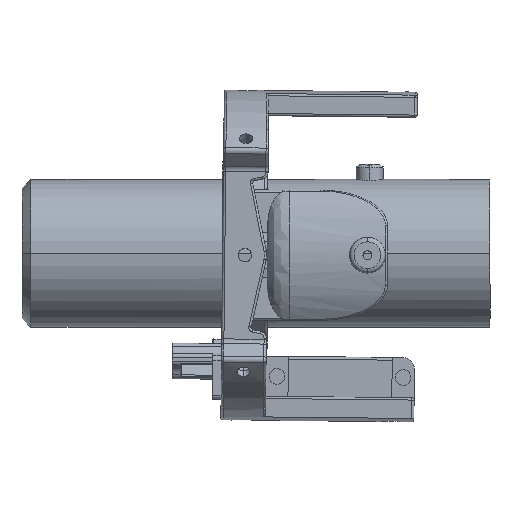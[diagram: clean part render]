
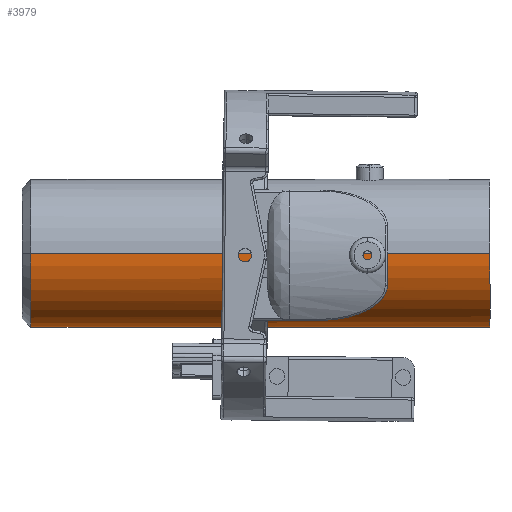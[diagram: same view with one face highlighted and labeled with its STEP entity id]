
A CAD part, left-side view. The second image highlights one B-rep face of the part: STEP entity #3979.
In plain terms, the highlighted cylindrical face has radius 16.6 mm (diameter 33.2 mm), a partial arc.
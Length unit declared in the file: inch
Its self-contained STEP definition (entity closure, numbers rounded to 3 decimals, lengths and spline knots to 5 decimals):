
#119 = CARTESIAN_POINT ( 'NONE',  ( 0., 4.05512, 0. ) ) ;
#227 = CIRCLE ( 'NONE', #21355, 0.65354 ) ;
#401 = VERTEX_POINT ( 'NONE', #13717 ) ;
#590 = CARTESIAN_POINT ( 'NONE',  ( 0., 1.02708, -0.65354 ) ) ;
#1043 = CARTESIAN_POINT ( 'NONE',  ( -0.45157, 0., -0.47244 ) ) ;
#1410 = CYLINDRICAL_SURFACE ( 'NONE', #8315, 0.65354 ) ;
#1763 = ORIENTED_EDGE ( 'NONE', *, *, #10849, .T. ) ;
#1966 = EDGE_CURVE ( 'NONE', #22017, #7509, #14829, .T. ) ;
#2188 = VECTOR ( 'NONE', #22230, 39.37008 ) ;
#2261 = CARTESIAN_POINT ( 'NONE',  ( 0., 3.93701, 0.65354 ) ) ;
#2522 = AXIS2_PLACEMENT_3D ( 'NONE', #8888, #3770, #3658 ) ;
#2792 = CARTESIAN_POINT ( 'NONE',  ( -0.17034, 1.02708, -0.65354 ) ) ;
#2839 = CARTESIAN_POINT ( 'NONE',  ( -0.64567, 1.9685, -0.10114 ) ) ;
#2982 = ORIENTED_EDGE ( 'NONE', *, *, #18881, .T. ) ;
#3085 = ORIENTED_EDGE ( 'NONE', *, *, #13879, .F. ) ;
#3228 = ORIENTED_EDGE ( 'NONE', *, *, #10617, .F. ) ;
#3263 = DIRECTION ( 'NONE',  ( 0., -1., 0. ) ) ;
#3658 = DIRECTION ( 'NONE',  ( 0., 0., -1. ) ) ;
#3721 = DIRECTION ( 'NONE',  ( 0., -1., 0. ) ) ;
#3770 = DIRECTION ( 'NONE',  ( 0., 1., 0. ) ) ;
#3978 = DIRECTION ( 'NONE',  ( 0., -1., 0. ) ) ;
#3979 = ADVANCED_FACE ( 'NONE', ( #6952, #8296 ), #1410, .T. ) ;
#4223 = CARTESIAN_POINT ( 'NONE',  ( -0.64567, 2.3622, 0.10114 ) ) ;
#4270 = EDGE_CURVE ( 'NONE', #15340, #15327, #15156, .T. ) ;
#4682 = DIRECTION ( 'NONE',  ( 0., 0., 1. ) ) ;
#5090 = CIRCLE ( 'NONE', #18106, 0.65354 ) ;
#5254 = CARTESIAN_POINT ( 'NONE',  ( -0.64567, 1.9685, 0.10114 ) ) ;
#5375 = CARTESIAN_POINT ( 'NONE',  ( 0., 1.02708, -0.65354 ) ) ;
#5545 = ORIENTED_EDGE ( 'NONE', *, *, #20813, .T. ) ;
#5549 = VECTOR ( 'NONE', #17393, 39.37008 ) ;
#5560 = EDGE_LOOP ( 'NONE', ( #3085, #11512, #2982, #3228, #14519 ) ) ;
#5577 = DIRECTION ( 'NONE',  ( 0., 0., 1. ) ) ;
#5718 = LINE ( 'NONE', #2261, #16928 ) ;
#6422 = VERTEX_POINT ( 'NONE', #12795 ) ;
#6834 =( BOUNDED_CURVE ( )  B_SPLINE_CURVE ( 3, ( #9800, #18653, #14937, #2839 ),
 .UNSPECIFIED., .F., .T. ) 
 B_SPLINE_CURVE_WITH_KNOTS ( ( 4, 4 ),
 ( 2.98621, 3.29698 ),
 .UNSPECIFIED. ) 
 CURVE ( )  GEOMETRIC_REPRESENTATION_ITEM ( )  RATIONAL_B_SPLINE_CURVE ( ( 1., 0.992, 0.992, 1. ) ) 
 REPRESENTATION_ITEM ( '' )  );
#6922 = VECTOR ( 'NONE', #15741, 39.37008 ) ;
#6943 = AXIS2_PLACEMENT_3D ( 'NONE', #14468, #16327, #21637 ) ;
#6952 = FACE_OUTER_BOUND ( 'NONE', #5560, .T. ) ;
#7119 = VERTEX_POINT ( 'NONE', #18236 ) ;
#7372 = AXIS2_PLACEMENT_3D ( 'NONE', #13537, #20600, #4682 ) ;
#7509 = VERTEX_POINT ( 'NONE', #13668 ) ;
#7781 = ORIENTED_EDGE ( 'NONE', *, *, #4270, .T. ) ;
#7791 = EDGE_CURVE ( 'NONE', #21809, #15340, #12539, .T. ) ;
#7795 = CARTESIAN_POINT ( 'NONE',  ( -0.32844, 0.6675, -0.59014 ) ) ;
#8296 = FACE_BOUND ( 'NONE', #11867, .T. ) ;
#8300 = CARTESIAN_POINT ( 'NONE',  ( 0., 0., 0. ) ) ;
#8315 = AXIS2_PLACEMENT_3D ( 'NONE', #19511, #3263, #21241 ) ;
#8543 = ORIENTED_EDGE ( 'NONE', *, *, #14250, .T. ) ;
#8888 = CARTESIAN_POINT ( 'NONE',  ( 0., 2.3622, 0. ) ) ;
#8997 = LINE ( 'NONE', #15760, #5549 ) ;
#9367 = CARTESIAN_POINT ( 'NONE',  ( -0.64567, 2.3622, -0.10114 ) ) ;
#9469 = EDGE_CURVE ( 'NONE', #6422, #20923, #8997, .T. ) ;
#9475 = ORIENTED_EDGE ( 'NONE', *, *, #12296, .T. ) ;
#9800 = CARTESIAN_POINT ( 'NONE',  ( -0.64567, 1.9685, 0.10114 ) ) ;
#9808 = EDGE_CURVE ( 'NONE', #401, #6422, #16302, .T. ) ;
#10311 = CIRCLE ( 'NONE', #2522, 0.65354 ) ;
#10617 = EDGE_CURVE ( 'NONE', #22017, #14768, #18138, .T. ) ;
#10849 = EDGE_CURVE ( 'NONE', #7119, #21809, #18879, .T. ) ;
#10968 = ORIENTED_EDGE ( 'NONE', *, *, #9808, .T. ) ;
#11512 = ORIENTED_EDGE ( 'NONE', *, *, #17890, .T. ) ;
#11561 = VERTEX_POINT ( 'NONE', #5254 ) ;
#11852 = AXIS2_PLACEMENT_3D ( 'NONE', #8300, #19008, #15523 ) ;
#11867 = EDGE_LOOP ( 'NONE', ( #8543, #5545, #10968, #22405, #9475, #1763, #20501, #7781 ) ) ;
#12296 = EDGE_CURVE ( 'NONE', #20923, #7119, #10311, .T. ) ;
#12539 = CIRCLE ( 'NONE', #6943, 0.65354 ) ;
#12731 = CARTESIAN_POINT ( 'NONE',  ( -0.65619, 2.35168, 0.03399 ) ) ;
#12795 = CARTESIAN_POINT ( 'NONE',  ( -0.64278, 1.9685, -0.11811 ) ) ;
#13537 = CARTESIAN_POINT ( 'NONE',  ( 0., 1.9685, 0. ) ) ;
#13668 = CARTESIAN_POINT ( 'NONE',  ( 0., 0., 0.65354 ) ) ;
#13717 = CARTESIAN_POINT ( 'NONE',  ( -0.64567, 1.9685, -0.10114 ) ) ;
#13879 = EDGE_CURVE ( 'NONE', #14860, #7509, #5718, .T. ) ;
#13927 = CARTESIAN_POINT ( 'NONE',  ( 0., 4.05512, -0.65354 ) ) ;
#14250 = EDGE_CURVE ( 'NONE', #15327, #11561, #227, .T. ) ;
#14468 = CARTESIAN_POINT ( 'NONE',  ( 0., 2.3622, 0. ) ) ;
#14519 = ORIENTED_EDGE ( 'NONE', *, *, #1966, .T. ) ;
#14717 = CARTESIAN_POINT ( 'NONE',  ( -0.64567, 2.3622, 0.10114 ) ) ;
#14768 = VERTEX_POINT ( 'NONE', #5375 ) ;
#14829 = CIRCLE ( 'NONE', #11852, 0.65354 ) ;
#14860 = VERTEX_POINT ( 'NONE', #20874 ) ;
#14937 = CARTESIAN_POINT ( 'NONE',  ( -0.65619, 1.97902, -0.03399 ) ) ;
#15156 = LINE ( 'NONE', #17437, #2188 ) ;
#15327 = VERTEX_POINT ( 'NONE', #20797 ) ;
#15340 = VERTEX_POINT ( 'NONE', #15352 ) ;
#15352 = CARTESIAN_POINT ( 'NONE',  ( -0.64278, 2.3622, 0.11811 ) ) ;
#15523 = DIRECTION ( 'NONE',  ( 0., 0., 1. ) ) ;
#15741 = DIRECTION ( 'NONE',  ( 0., -1., 0. ) ) ;
#15760 = CARTESIAN_POINT ( 'NONE',  ( -0.64278, 3.93701, -0.11811 ) ) ;
#16302 = CIRCLE ( 'NONE', #7372, 0.65354 ) ;
#16327 = DIRECTION ( 'NONE',  ( 0., 1., 0. ) ) ;
#16408 = DIRECTION ( 'NONE',  ( 0., -1., 0. ) ) ;
#16696 = CARTESIAN_POINT ( 'NONE',  ( -0.65619, 2.35168, -0.03399 ) ) ;
#16928 = VECTOR ( 'NONE', #3978, 39.37008 ) ;
#17393 = DIRECTION ( 'NONE',  ( 0., 1., 0. ) ) ;
#17437 = CARTESIAN_POINT ( 'NONE',  ( -0.64278, 3.93701, 0.11811 ) ) ;
#17795 = CARTESIAN_POINT ( 'NONE',  ( 0., 1.9685, 0. ) ) ;
#17890 = EDGE_CURVE ( 'NONE', #14860, #22701, #5090, .T. ) ;
#18106 = AXIS2_PLACEMENT_3D ( 'NONE', #119, #16408, #18261 ) ;
#18138 =( BOUNDED_CURVE ( )  B_SPLINE_CURVE ( 3, ( #1043, #7795, #2792, #590 ),
 .UNSPECIFIED., .F., .F. ) 
 B_SPLINE_CURVE_WITH_KNOTS ( ( 4, 4 ),
 ( 2.37877, 3.14159 ),
 .UNSPECIFIED. ) 
 CURVE ( )  GEOMETRIC_REPRESENTATION_ITEM ( )  RATIONAL_B_SPLINE_CURVE ( ( 1., 0.952, 0.952, 1. ) ) 
 REPRESENTATION_ITEM ( '' )  );
#18236 = CARTESIAN_POINT ( 'NONE',  ( -0.64567, 2.3622, -0.10114 ) ) ;
#18261 = DIRECTION ( 'NONE',  ( 0., 0., 1. ) ) ;
#18653 = CARTESIAN_POINT ( 'NONE',  ( -0.65619, 1.97902, 0.03399 ) ) ;
#18879 =( BOUNDED_CURVE ( )  B_SPLINE_CURVE ( 3, ( #9367, #16696, #12731, #14717 ),
 .UNSPECIFIED., .F., .F. ) 
 B_SPLINE_CURVE_WITH_KNOTS ( ( 4, 4 ),
 ( 6.1278, 6.43857 ),
 .UNSPECIFIED. ) 
 CURVE ( )  GEOMETRIC_REPRESENTATION_ITEM ( )  RATIONAL_B_SPLINE_CURVE ( ( 1., 0.992, 0.992, 1. ) ) 
 REPRESENTATION_ITEM ( '' )  );
#18881 = EDGE_CURVE ( 'NONE', #22701, #14768, #19007, .T. ) ;
#19007 = LINE ( 'NONE', #22481, #6922 ) ;
#19008 = DIRECTION ( 'NONE',  ( 0., 1., 0. ) ) ;
#19511 = CARTESIAN_POINT ( 'NONE',  ( 0., 3.93701, 0. ) ) ;
#19538 = CARTESIAN_POINT ( 'NONE',  ( -0.45157, 0., -0.47244 ) ) ;
#20501 = ORIENTED_EDGE ( 'NONE', *, *, #7791, .T. ) ;
#20600 = DIRECTION ( 'NONE',  ( 0., -1., 0. ) ) ;
#20797 = CARTESIAN_POINT ( 'NONE',  ( -0.64278, 1.9685, 0.11811 ) ) ;
#20813 = EDGE_CURVE ( 'NONE', #11561, #401, #6834, .T. ) ;
#20874 = CARTESIAN_POINT ( 'NONE',  ( 0., 4.05512, 0.65354 ) ) ;
#20923 = VERTEX_POINT ( 'NONE', #21156 ) ;
#21156 = CARTESIAN_POINT ( 'NONE',  ( -0.64278, 2.3622, -0.11811 ) ) ;
#21241 = DIRECTION ( 'NONE',  ( 0., 0., -1. ) ) ;
#21355 = AXIS2_PLACEMENT_3D ( 'NONE', #17795, #3721, #5577 ) ;
#21637 = DIRECTION ( 'NONE',  ( 0., 0., -1. ) ) ;
#21809 = VERTEX_POINT ( 'NONE', #4223 ) ;
#22017 = VERTEX_POINT ( 'NONE', #19538 ) ;
#22230 = DIRECTION ( 'NONE',  ( 0., -1., 0. ) ) ;
#22405 = ORIENTED_EDGE ( 'NONE', *, *, #9469, .T. ) ;
#22481 = CARTESIAN_POINT ( 'NONE',  ( 0., 3.93701, -0.65354 ) ) ;
#22701 = VERTEX_POINT ( 'NONE', #13927 ) ;
